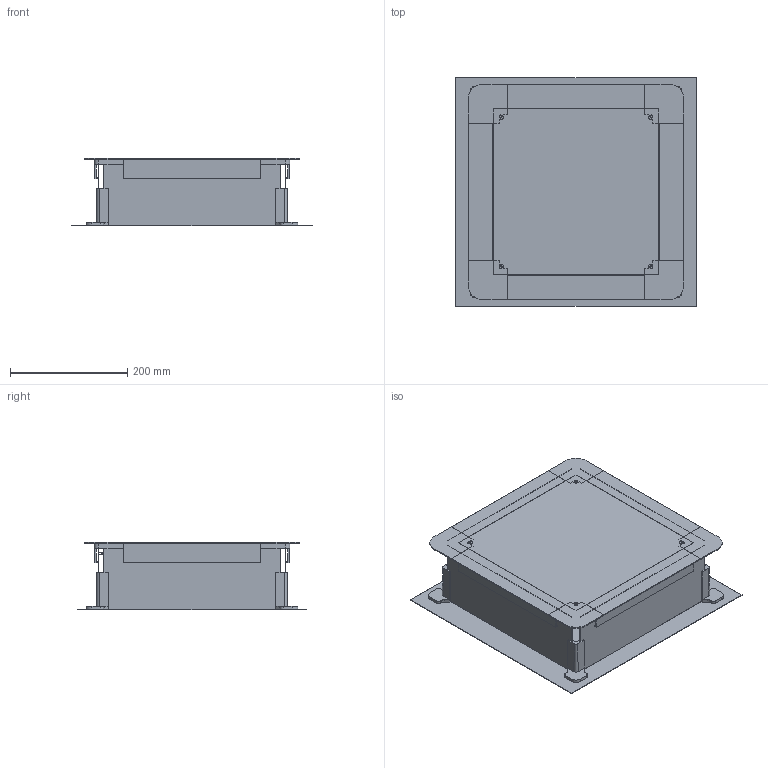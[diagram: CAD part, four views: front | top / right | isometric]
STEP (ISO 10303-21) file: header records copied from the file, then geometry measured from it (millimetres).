
FILE_DESCRIPTION (( 'STEP AP214' ), '1' );
FILE_NAME ('7410043_KSTP1.stp', '2016-07-15T12:13:09', ( '' ), ( '' ), 'SwSTEP 2.0', 'SolidWorks 2014', '' );
FILE_SCHEMA (( 'AUTOMOTIVE_DESIGN' ));
Length unit declared in the file: millimetre
Products named in the file (12): 43514A_Standard; P_001507T2_1_mit Montageschutzdeckel; 001065_250 er Dose; 7410043_KSTP1; 001507T1_H = 115-170; 001290_Modifizierung (kleiner) 08100-001290; 001069_Mit  Tasche f〉 Fallblech; 001585_Standard; 43226D_始derung f〉 UFD 3; P_001585T1_1_Standard; 001070_Standard; 001172_Schieber ge”ffnet
Assembly tree (23 placements, depth 4):
  7410043_KSTP1
    001507T1_H = 115-170
      001290_Modifizierung (kleiner) 08100-001290
      001172_Schieber ge”ffnet  x4
        001070_Standard
      43226D_始derung f〉 UFD 3  x4
    P_001507T2_1_mit Montageschutzdeckel
      001069_Mit  Tasche f〉 Fallblech  x4
      001065_250 er Dose  x4
      43514A_Standard
      001585_Standard
        P_001585T1_1_Standard
Bounding box: 410 x 390 x 115 mm (x, y, z)
Volume: 774736.3 mm3; surface area: 1055925.4 mm2
Topology: 18 solids, 19 shells, 496 faces, 1362 edges, 904 vertices
Faces by surface type: plane 414, cylinder 78, cone 4
Entity records: 8915 total; most frequent: CARTESIAN_POINT 1269, ORIENTED_EDGE 1224, DIRECTION 1210, EDGE_CURVE 612, LINE 516, VECTOR 516, VERTEX_POINT 406, AXIS2_PLACEMENT_3D 347
